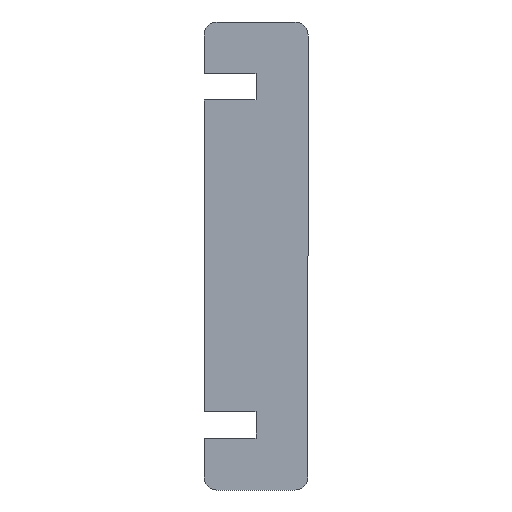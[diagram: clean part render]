
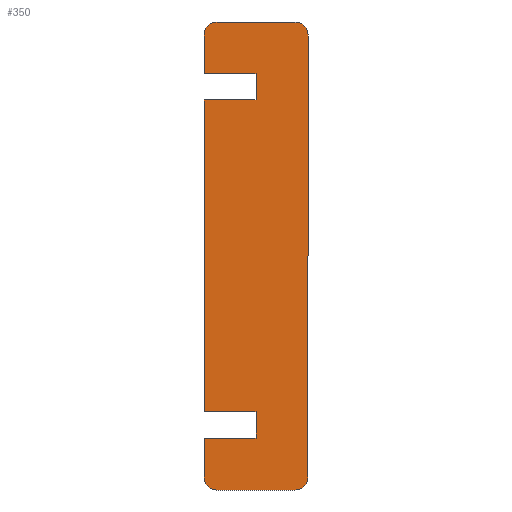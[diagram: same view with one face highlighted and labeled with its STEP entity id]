
A CAD part, front view. The second image highlights one B-rep face of the part: STEP entity #350.
In plain terms, the highlighted planar face has unit normal (0, -1, 0).
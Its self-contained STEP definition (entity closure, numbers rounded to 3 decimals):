
#15=CIRCLE('',#373,1.);
#17=CIRCLE('',#377,1.);
#19=CIRCLE('',#389,1.);
#21=CIRCLE('',#393,1.);
#44=FACE_OUTER_BOUND('',#62,.T.);
#62=EDGE_LOOP('',(#303,#304,#305,#306,#307,#308,#309,#310,#311,#312,#313,
#314,#315,#316,#317,#318));
#63=LINE('',#495,#103);
#68=LINE('',#509,#108);
#72=LINE('',#521,#112);
#75=LINE('',#527,#115);
#78=LINE('',#533,#118);
#81=LINE('',#539,#121);
#84=LINE('',#545,#124);
#87=LINE('',#551,#127);
#90=LINE('',#557,#130);
#93=LINE('',#563,#133);
#96=LINE('',#569,#136);
#100=LINE('',#581,#140);
#103=VECTOR('',#401,10.);
#108=VECTOR('',#414,10.);
#112=VECTOR('',#426,10.);
#115=VECTOR('',#431,10.);
#118=VECTOR('',#436,10.);
#121=VECTOR('',#441,10.);
#124=VECTOR('',#446,10.);
#127=VECTOR('',#451,10.);
#130=VECTOR('',#456,10.);
#133=VECTOR('',#461,10.);
#136=VECTOR('',#466,10.);
#140=VECTOR('',#478,10.);
#143=VERTEX_POINT('',#493);
#144=VERTEX_POINT('',#494);
#147=VERTEX_POINT('',#502);
#149=VERTEX_POINT('',#508);
#151=VERTEX_POINT('',#514);
#153=VERTEX_POINT('',#520);
#155=VERTEX_POINT('',#526);
#157=VERTEX_POINT('',#532);
#159=VERTEX_POINT('',#538);
#161=VERTEX_POINT('',#544);
#163=VERTEX_POINT('',#550);
#165=VERTEX_POINT('',#556);
#167=VERTEX_POINT('',#562);
#169=VERTEX_POINT('',#568);
#171=VERTEX_POINT('',#574);
#173=VERTEX_POINT('',#580);
#175=EDGE_CURVE('',#143,#144,#63,.T.);
#179=EDGE_CURVE('',#147,#143,#15,.T.);
#182=EDGE_CURVE('',#149,#147,#68,.T.);
#185=EDGE_CURVE('',#151,#149,#17,.T.);
#188=EDGE_CURVE('',#153,#151,#72,.T.);
#191=EDGE_CURVE('',#155,#153,#75,.T.);
#194=EDGE_CURVE('',#157,#155,#78,.T.);
#197=EDGE_CURVE('',#159,#157,#81,.T.);
#200=EDGE_CURVE('',#161,#159,#84,.T.);
#203=EDGE_CURVE('',#163,#161,#87,.T.);
#206=EDGE_CURVE('',#165,#163,#90,.T.);
#209=EDGE_CURVE('',#167,#165,#93,.T.);
#212=EDGE_CURVE('',#169,#167,#96,.T.);
#215=EDGE_CURVE('',#171,#169,#19,.T.);
#218=EDGE_CURVE('',#173,#171,#100,.T.);
#221=EDGE_CURVE('',#144,#173,#21,.T.);
#303=ORIENTED_EDGE('',*,*,#221,.F.);
#304=ORIENTED_EDGE('',*,*,#175,.F.);
#305=ORIENTED_EDGE('',*,*,#179,.F.);
#306=ORIENTED_EDGE('',*,*,#182,.F.);
#307=ORIENTED_EDGE('',*,*,#185,.F.);
#308=ORIENTED_EDGE('',*,*,#188,.F.);
#309=ORIENTED_EDGE('',*,*,#191,.F.);
#310=ORIENTED_EDGE('',*,*,#194,.F.);
#311=ORIENTED_EDGE('',*,*,#197,.F.);
#312=ORIENTED_EDGE('',*,*,#200,.F.);
#313=ORIENTED_EDGE('',*,*,#203,.F.);
#314=ORIENTED_EDGE('',*,*,#206,.F.);
#315=ORIENTED_EDGE('',*,*,#209,.F.);
#316=ORIENTED_EDGE('',*,*,#212,.F.);
#317=ORIENTED_EDGE('',*,*,#215,.F.);
#318=ORIENTED_EDGE('',*,*,#218,.F.);
#332=PLANE('',#396);
#350=ADVANCED_FACE('',(#44),#332,.F.);
#373=AXIS2_PLACEMENT_3D('',#503,#407,#408);
#377=AXIS2_PLACEMENT_3D('',#515,#419,#420);
#389=AXIS2_PLACEMENT_3D('',#575,#471,#472);
#393=AXIS2_PLACEMENT_3D('',#586,#483,#484);
#396=AXIS2_PLACEMENT_3D('',#589,#489,#490);
#401=DIRECTION('',(0.,0.,-1.));
#407=DIRECTION('center_axis',(0.,1.,0.));
#408=DIRECTION('ref_axis',(0.,0.,1.));
#414=DIRECTION('',(1.,0.,0.));
#419=DIRECTION('center_axis',(0.,1.,0.));
#420=DIRECTION('ref_axis',(-1.,0.,0.));
#426=DIRECTION('',(0.,0.,1.));
#431=DIRECTION('',(-1.,0.,0.));
#436=DIRECTION('',(0.,0.,1.));
#441=DIRECTION('',(1.,0.,0.));
#446=DIRECTION('',(0.,0.,1.));
#451=DIRECTION('',(-1.,0.,0.));
#456=DIRECTION('',(0.,0.,1.));
#461=DIRECTION('',(1.,0.,0.));
#466=DIRECTION('',(0.,0.,1.));
#471=DIRECTION('center_axis',(0.,1.,0.));
#472=DIRECTION('ref_axis',(0.,0.,-1.));
#478=DIRECTION('',(-1.,0.,0.));
#483=DIRECTION('center_axis',(0.,1.,0.));
#484=DIRECTION('ref_axis',(1.,0.,0.));
#489=DIRECTION('center_axis',(0.,1.,0.));
#490=DIRECTION('ref_axis',(0.,0.,1.));
#493=CARTESIAN_POINT('',(1.,0.,34.));
#494=CARTESIAN_POINT('',(1.,0.,0.));
#495=CARTESIAN_POINT('',(1.,0.,34.));
#502=CARTESIAN_POINT('',(0.,0.,35.));
#503=CARTESIAN_POINT('Origin',(0.,0.,34.));
#508=CARTESIAN_POINT('',(-6.,0.,35.));
#509=CARTESIAN_POINT('',(-6.,0.,35.));
#514=CARTESIAN_POINT('',(-7.,0.,34.));
#515=CARTESIAN_POINT('Origin',(-6.,0.,34.));
#520=CARTESIAN_POINT('',(-7.,0.,31.));
#521=CARTESIAN_POINT('',(-7.,0.,31.));
#526=CARTESIAN_POINT('',(-3.,0.,31.));
#527=CARTESIAN_POINT('',(-3.,0.,31.));
#532=CARTESIAN_POINT('',(-3.,0.,29.));
#533=CARTESIAN_POINT('',(-3.,0.,29.));
#538=CARTESIAN_POINT('',(-7.,0.,29.));
#539=CARTESIAN_POINT('',(-7.,0.,29.));
#544=CARTESIAN_POINT('',(-7.,0.,5.));
#545=CARTESIAN_POINT('',(-7.,0.,5.));
#550=CARTESIAN_POINT('',(-3.,0.,5.));
#551=CARTESIAN_POINT('',(-3.,0.,5.));
#556=CARTESIAN_POINT('',(-3.,0.,3.));
#557=CARTESIAN_POINT('',(-3.,0.,3.));
#562=CARTESIAN_POINT('',(-7.,0.,3.));
#563=CARTESIAN_POINT('',(-7.,0.,3.));
#568=CARTESIAN_POINT('',(-7.,0.,0.));
#569=CARTESIAN_POINT('',(-7.,0.,0.));
#574=CARTESIAN_POINT('',(-6.,0.,-1.));
#575=CARTESIAN_POINT('Origin',(-6.,0.,0.));
#580=CARTESIAN_POINT('',(0.,0.,-1.));
#581=CARTESIAN_POINT('',(0.,0.,-1.));
#586=CARTESIAN_POINT('Origin',(0.,0.,0.));
#589=CARTESIAN_POINT('Origin',(-3.,0.,17.));
